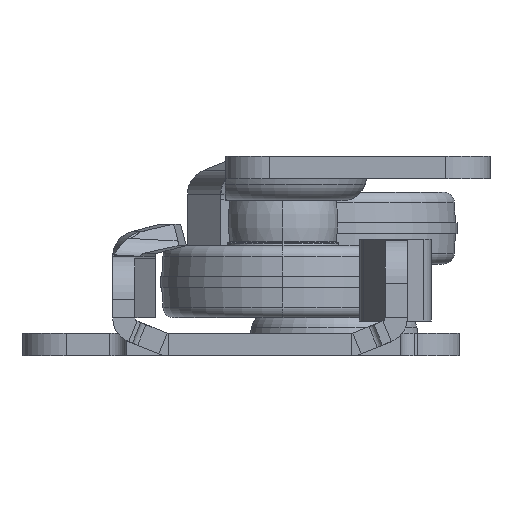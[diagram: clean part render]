
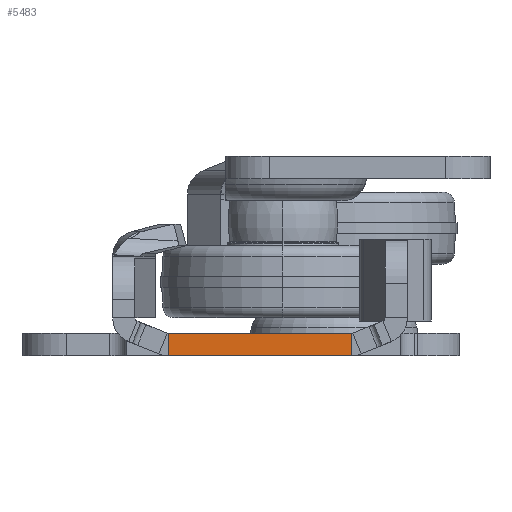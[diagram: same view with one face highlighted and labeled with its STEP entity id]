
A CAD part, left-side view. The second image highlights one B-rep face of the part: STEP entity #5483.
In plain terms, the highlighted planar face has unit normal (-1, 0, 0).
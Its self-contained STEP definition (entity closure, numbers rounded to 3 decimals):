
#621 = ORIENTED_EDGE ( 'NONE', *, *, #15492, .T. ) ;
#717 = EDGE_CURVE ( 'NONE', #6259, #11588, #1312, .T. ) ;
#1312 = LINE ( 'NONE', #10402, #13522 ) ;
#1404 = VECTOR ( 'NONE', #3246, 1000. ) ;
#1431 = ORIENTED_EDGE ( 'NONE', *, *, #6375, .F. ) ;
#1504 = CARTESIAN_POINT ( 'NONE',  ( -449.5, -9.522, 2. ) ) ;
#1985 = LINE ( 'NONE', #6048, #1404 ) ;
#2811 = DIRECTION ( 'NONE',  ( 0., 1., 0. ) ) ;
#2903 = AXIS2_PLACEMENT_3D ( 'NONE', #11811, #5013, #2811 ) ;
#3246 = DIRECTION ( 'NONE',  ( 0., 1., 0. ) ) ;
#4085 = PLANE ( 'NONE',  #2903 ) ;
#5013 = DIRECTION ( 'NONE',  ( -1., 0., 0. ) ) ;
#5483 = ADVANCED_FACE ( 'NONE', ( #16757 ), #4085, .T. ) ;
#5802 = CARTESIAN_POINT ( 'NONE',  ( -449.5, 7.022, 0. ) ) ;
#5912 = VERTEX_POINT ( 'NONE', #1504 ) ;
#5940 = DIRECTION ( 'NONE',  ( 0., 1., 0. ) ) ;
#6048 = CARTESIAN_POINT ( 'NONE',  ( -449.5, -21.25, 0. ) ) ;
#6169 = DIRECTION ( 'NONE',  ( 0., 0., 1. ) ) ;
#6259 = VERTEX_POINT ( 'NONE', #5802 ) ;
#6375 = EDGE_CURVE ( 'NONE', #5912, #11674, #11881, .T. ) ;
#7805 = DIRECTION ( 'NONE',  ( 0., 0., -1. ) ) ;
#8054 = CARTESIAN_POINT ( 'NONE',  ( -449.5, -9.522, 2. ) ) ;
#8746 = CARTESIAN_POINT ( 'NONE',  ( -449.5, -11.5, 2. ) ) ;
#8833 = CARTESIAN_POINT ( 'NONE',  ( -449.5, 7.022, 2. ) ) ;
#10402 = CARTESIAN_POINT ( 'NONE',  ( -449.5, 7.022, 2. ) ) ;
#10478 = ORIENTED_EDGE ( 'NONE', *, *, #12813, .F. ) ;
#11220 = ORIENTED_EDGE ( 'NONE', *, *, #717, .F. ) ;
#11588 = VERTEX_POINT ( 'NONE', #8833 ) ;
#11674 = VERTEX_POINT ( 'NONE', #16751 ) ;
#11811 = CARTESIAN_POINT ( 'NONE',  ( -449.5, -11.5, 2. ) ) ;
#11881 = LINE ( 'NONE', #8054, #13458 ) ;
#12388 = LINE ( 'NONE', #8746, #12890 ) ;
#12813 = EDGE_CURVE ( 'NONE', #11674, #6259, #1985, .T. ) ;
#12890 = VECTOR ( 'NONE', #5940, 1000. ) ;
#13458 = VECTOR ( 'NONE', #7805, 1000. ) ;
#13522 = VECTOR ( 'NONE', #6169, 1000. ) ;
#15028 = EDGE_LOOP ( 'NONE', ( #1431, #621, #11220, #10478 ) ) ;
#15492 = EDGE_CURVE ( 'NONE', #5912, #11588, #12388, .T. ) ;
#16751 = CARTESIAN_POINT ( 'NONE',  ( -449.5, -9.522, 0. ) ) ;
#16757 = FACE_OUTER_BOUND ( 'NONE', #15028, .T. ) ;
